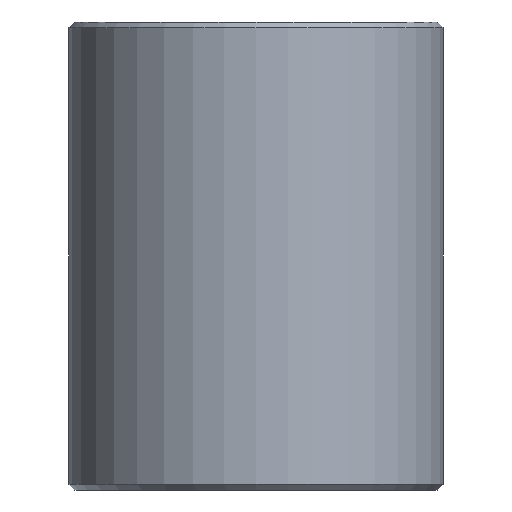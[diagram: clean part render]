
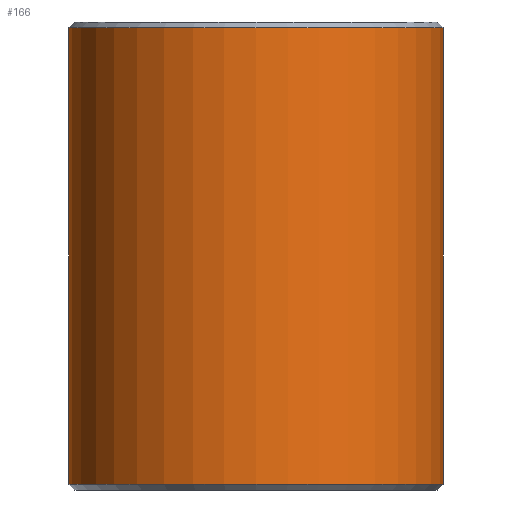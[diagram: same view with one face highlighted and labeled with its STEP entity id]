
A CAD part, left-side view. The second image highlights one B-rep face of the part: STEP entity #166.
In plain terms, the highlighted cylindrical face has radius 20 mm (diameter 40 mm), a partial arc.
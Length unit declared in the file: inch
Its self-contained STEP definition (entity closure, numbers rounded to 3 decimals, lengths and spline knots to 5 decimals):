
#24=CYLINDRICAL_SURFACE('',#197,0.7874);
#37=FACE_OUTER_BOUND('',#49,.T.);
#49=EDGE_LOOP('',(#134,#135,#136,#137));
#60=LINE('',#293,#69);
#61=LINE('',#296,#70);
#69=VECTOR('',#237,0.3937);
#70=VECTOR('',#240,0.3937);
#78=CIRCLE('',#195,0.7874);
#79=CIRCLE('',#198,0.7874);
#87=VERTEX_POINT('',#278);
#88=VERTEX_POINT('',#279);
#89=VERTEX_POINT('',#292);
#90=VERTEX_POINT('',#294);
#101=EDGE_CURVE('',#87,#88,#78,.T.);
#105=EDGE_CURVE('',#87,#89,#60,.T.);
#106=EDGE_CURVE('',#90,#89,#79,.T.);
#107=EDGE_CURVE('',#90,#88,#61,.T.);
#134=ORIENTED_EDGE('',*,*,#101,.F.);
#135=ORIENTED_EDGE('',*,*,#105,.T.);
#136=ORIENTED_EDGE('',*,*,#106,.F.);
#137=ORIENTED_EDGE('',*,*,#107,.T.);
#166=ADVANCED_FACE('',(#37),#24,.T.);
#195=AXIS2_PLACEMENT_3D('',#280,#230,#231);
#197=AXIS2_PLACEMENT_3D('',#291,#235,#236);
#198=AXIS2_PLACEMENT_3D('',#295,#238,#239);
#230=DIRECTION('center_axis',(0.,0.,-1.));
#231=DIRECTION('ref_axis',(-1.,0.,0.));
#235=DIRECTION('center_axis',(0.,0.,1.));
#236=DIRECTION('ref_axis',(-1.,0.,0.));
#237=DIRECTION('',(0.,0.,1.));
#238=DIRECTION('center_axis',(0.,0.,1.));
#239=DIRECTION('ref_axis',(-1.,0.,0.));
#240=DIRECTION('',(0.,0.,-1.));
#278=CARTESIAN_POINT('',(0.58234,-0.52998,0.025));
#279=CARTESIAN_POINT('',(0.58234,0.52998,0.025));
#280=CARTESIAN_POINT('Origin',(0.,0.,0.025));
#291=CARTESIAN_POINT('Origin',(0.,0.,0.));
#292=CARTESIAN_POINT('',(0.58234,-0.52998,1.9435));
#293=CARTESIAN_POINT('',(0.58234,-0.52998,0.));
#294=CARTESIAN_POINT('',(0.58234,0.52998,1.9435));
#295=CARTESIAN_POINT('Origin',(0.,0.,1.9435));
#296=CARTESIAN_POINT('',(0.58234,0.52998,0.));
